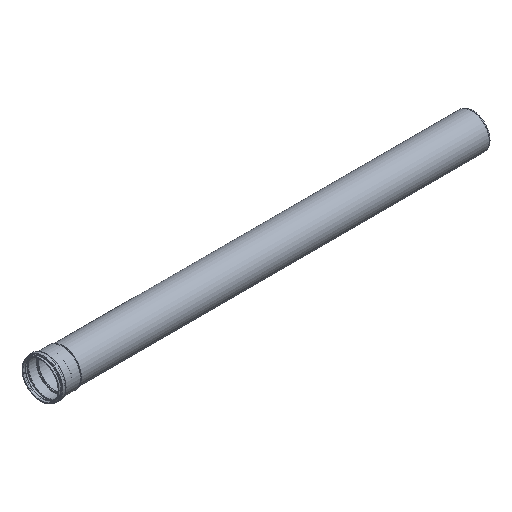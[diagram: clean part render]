
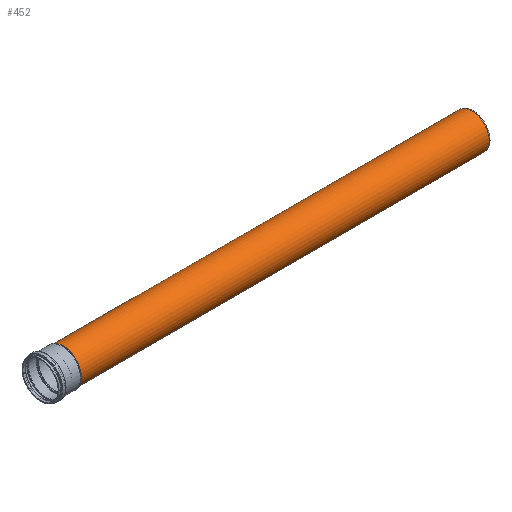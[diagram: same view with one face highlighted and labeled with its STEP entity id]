
A CAD part, isometric view. The second image highlights one B-rep face of the part: STEP entity #452.
In plain terms, the highlighted cylindrical face has radius 250 mm (diameter 500 mm), a full revolution.
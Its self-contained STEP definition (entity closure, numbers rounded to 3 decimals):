
#92=FACE_BOUND('',#206,.T.);
#131=FACE_OUTER_BOUND('',#205,.T.);
#205=EDGE_LOOP('',(#400));
#206=EDGE_LOOP('',(#401));
#247=CIRCLE('',#529,250.);
#249=CIRCLE('',#532,250.);
#286=VERTEX_POINT('',#812);
#288=VERTEX_POINT('',#817);
#325=EDGE_CURVE('',#286,#286,#247,.T.);
#327=EDGE_CURVE('',#288,#288,#249,.T.);
#400=ORIENTED_EDGE('',*,*,#327,.F.);
#401=ORIENTED_EDGE('',*,*,#325,.F.);
#415=CYLINDRICAL_SURFACE('',#531,250.);
#452=ADVANCED_FACE('',(#131,#92),#415,.T.);
#529=AXIS2_PLACEMENT_3D('',#813,#683,#684);
#531=AXIS2_PLACEMENT_3D('',#816,#687,#688);
#532=AXIS2_PLACEMENT_3D('',#818,#689,#690);
#683=DIRECTION('center_axis',(0.,0.,-1.));
#684=DIRECTION('ref_axis',(-1.,0.,0.));
#687=DIRECTION('center_axis',(0.,0.,1.));
#688=DIRECTION('ref_axis',(-1.,0.,0.));
#689=DIRECTION('center_axis',(0.,0.,1.));
#690=DIRECTION('ref_axis',(-1.,0.,0.));
#812=CARTESIAN_POINT('',(250.,0.,15.));
#813=CARTESIAN_POINT('Origin',(0.,0.,15.));
#816=CARTESIAN_POINT('Origin',(0.,0.,0.));
#817=CARTESIAN_POINT('',(250.,0.,5986.));
#818=CARTESIAN_POINT('Origin',(0.,0.,5986.));
